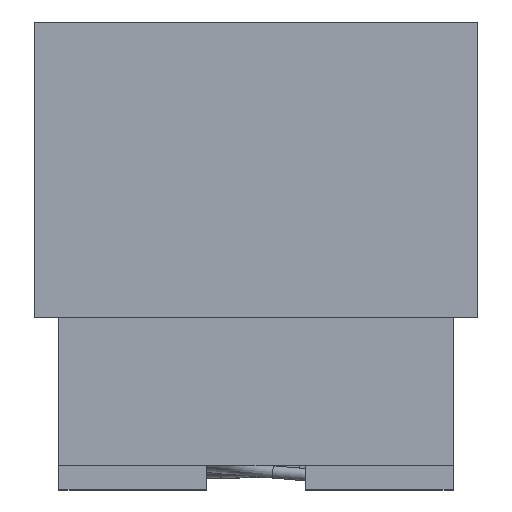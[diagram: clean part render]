
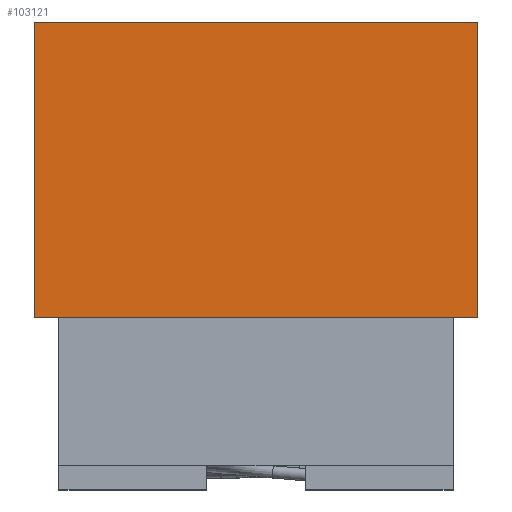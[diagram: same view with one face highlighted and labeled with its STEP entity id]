
A CAD part, left-side view. The second image highlights one B-rep face of the part: STEP entity #103121.
In plain terms, the highlighted free-form (B-spline) face has degree [1, 1] with [2, 2] control points.
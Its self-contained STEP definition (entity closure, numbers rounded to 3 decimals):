
#102869=CARTESIAN_POINT('',(-1.7,-0.9,1.125));
#102870=VERTEX_POINT('',#102869);
#102876=CARTESIAN_POINT('',(-1.7,-0.9,-0.075));
#102877=VERTEX_POINT('',#102876);
#102878=CARTESIAN_POINT('',(-1.7,-0.9,-0.075));
#102879=CARTESIAN_POINT('',(-1.7,-0.9,1.125));
#102880=B_SPLINE_CURVE_WITH_KNOTS('',1,(#102878,#102879),.POLYLINE_FORM.,.F.,.U.,(2,2),(0.,1.),.UNSPECIFIED.);
#102881=EDGE_CURVE('',#102877,#102870,#102880,.T.);
#102952=CARTESIAN_POINT('',(-1.7,0.9,-0.075));
#102953=VERTEX_POINT('',#102952);
#102977=CARTESIAN_POINT('',(-1.7,0.9,-0.075));
#102978=CARTESIAN_POINT('',(-1.7,-0.9,-0.075));
#102979=B_SPLINE_CURVE_WITH_KNOTS('',1,(#102977,#102978),.POLYLINE_FORM.,.F.,.U.,(2,2),(0.,1.),.UNSPECIFIED.);
#102980=EDGE_CURVE('',#102953,#102877,#102979,.T.);
#103089=CARTESIAN_POINT('',(-1.7,0.9,1.125));
#103090=VERTEX_POINT('',#103089);
#103096=CARTESIAN_POINT('',(-1.7,0.9,1.125));
#103097=CARTESIAN_POINT('',(-1.7,-0.9,1.125));
#103098=B_SPLINE_CURVE_WITH_KNOTS('',1,(#103096,#103097),.POLYLINE_FORM.,.F.,.U.,(2,2),(0.,1.),.UNSPECIFIED.);
#103099=EDGE_CURVE('',#103090,#102870,#103098,.T.);
#103106=CARTESIAN_POINT('',(-1.7,0.954,-0.112));
#103107=CARTESIAN_POINT('',(-1.7,0.954,1.162));
#103108=CARTESIAN_POINT('',(-1.7,-0.956,-0.112));
#103109=CARTESIAN_POINT('',(-1.7,-0.956,1.162));
#103110=B_SPLINE_SURFACE_WITH_KNOTS('',1,1,((#103106,#103107),(#103108,#103109)),.PLANE_SURF.,.F.,.F.,.U.,(2,2),(2,2),(0.,1.),(0.,1.),.UNSPECIFIED.);
#103111=ORIENTED_EDGE('',*,*,#102980,.T.);
#103112=ORIENTED_EDGE('',*,*,#102881,.T.);
#103113=ORIENTED_EDGE('',*,*,#103099,.F.);
#103114=CARTESIAN_POINT('',(-1.7,0.9,-0.075));
#103115=CARTESIAN_POINT('',(-1.7,0.9,1.125));
#103116=B_SPLINE_CURVE_WITH_KNOTS('',1,(#103114,#103115),.POLYLINE_FORM.,.F.,.U.,(2,2),(0.,1.),.UNSPECIFIED.);
#103117=EDGE_CURVE('',#102953,#103090,#103116,.T.);
#103118=ORIENTED_EDGE('',*,*,#103117,.F.);
#103119=EDGE_LOOP('',(#103111,#103112,#103113,#103118));
#103120=FACE_OUTER_BOUND('',#103119,.T.);
#103121=ADVANCED_FACE('',(#103120),#103110,.T.);
